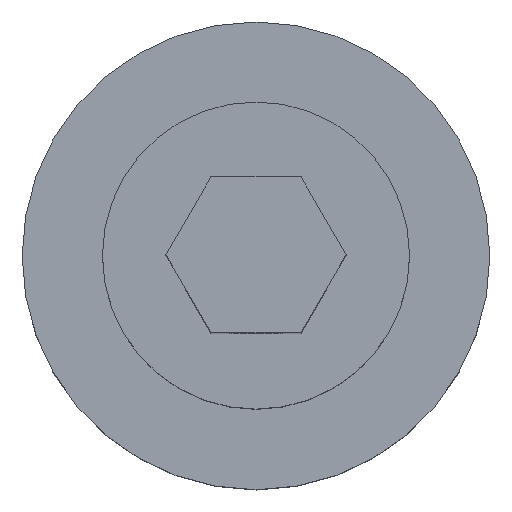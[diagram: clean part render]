
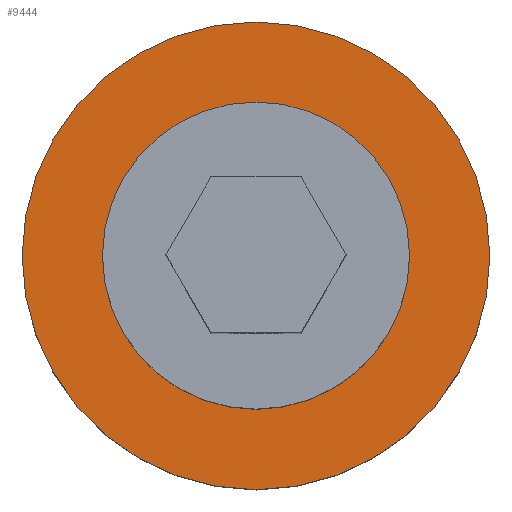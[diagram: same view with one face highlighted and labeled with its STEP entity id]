
A CAD part, top view. The second image highlights one B-rep face of the part: STEP entity #9444.
In plain terms, the highlighted planar face has unit normal (0, 0, 1).
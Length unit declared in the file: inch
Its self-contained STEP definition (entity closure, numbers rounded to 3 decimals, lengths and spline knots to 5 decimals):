
#60=FACE_BOUND('',#2161,.T.);
#1066=PLANE('',#9726);
#1606=FACE_OUTER_BOUND('',#2160,.T.);
#2160=EDGE_LOOP('',(#8888));
#2161=EDGE_LOOP('',(#8889));
#3903=CIRCLE('',#9727,0.75);
#3904=CIRCLE('',#9728,0.4925);
#4807=VERTEX_POINT('',#17927);
#4808=VERTEX_POINT('',#17929);
#6173=EDGE_CURVE('',#4807,#4807,#3903,.T.);
#6174=EDGE_CURVE('',#4808,#4808,#3904,.T.);
#8888=ORIENTED_EDGE('',*,*,#6173,.F.);
#8889=ORIENTED_EDGE('',*,*,#6174,.T.);
#9444=ADVANCED_FACE('',(#1606,#60),#1066,.F.);
#9726=AXIS2_PLACEMENT_3D('',#17926,#11079,#11080);
#9727=AXIS2_PLACEMENT_3D('',#17928,#11081,#11082);
#9728=AXIS2_PLACEMENT_3D('',#17930,#11083,#11084);
#11079=DIRECTION('center_axis',(0.,0.,-1.));
#11080=DIRECTION('ref_axis',(-1.,0.,0.));
#11081=DIRECTION('center_axis',(0.,0.,-1.));
#11082=DIRECTION('ref_axis',(-1.,0.,0.));
#11083=DIRECTION('center_axis',(0.,0.,-1.));
#11084=DIRECTION('ref_axis',(-1.,0.,0.));
#17926=CARTESIAN_POINT('Origin',(0.,0.,-1.1875));
#17927=CARTESIAN_POINT('',(0.75,0.,-1.1875));
#17928=CARTESIAN_POINT('Origin',(0.,0.,-1.1875));
#17929=CARTESIAN_POINT('',(0.4925,0.,-1.1875));
#17930=CARTESIAN_POINT('Origin',(0.,0.,-1.1875));
